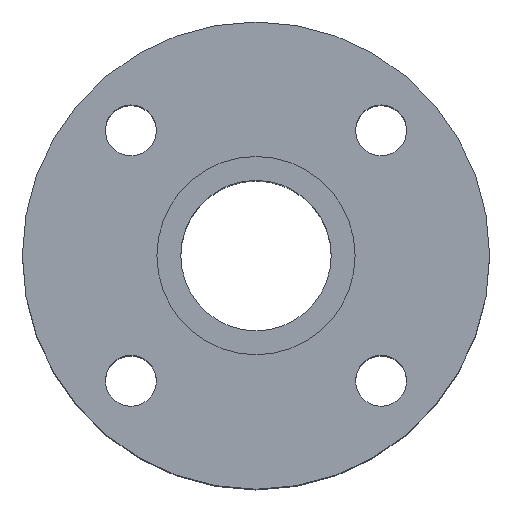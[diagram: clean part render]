
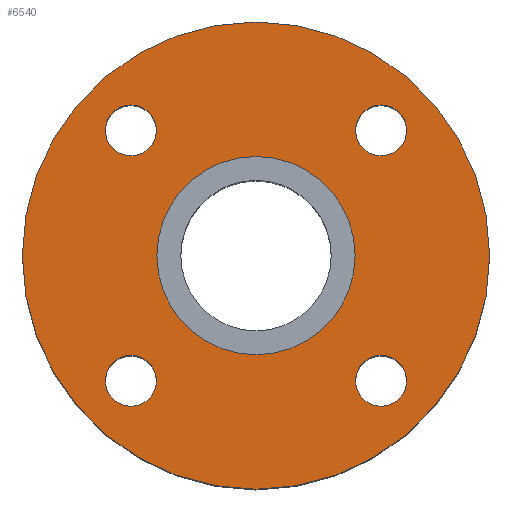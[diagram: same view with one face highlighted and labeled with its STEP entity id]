
A CAD part, top view. The second image highlights one B-rep face of the part: STEP entity #6540.
In plain terms, the highlighted planar face has unit normal (0, 0, 1).
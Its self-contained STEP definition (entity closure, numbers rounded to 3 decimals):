
#1009 = DIRECTION ( 'NONE',  ( 0., 1., 0. ) ) ;
#1029 = ORIENTED_EDGE ( 'NONE', *, *, #20124, .F. ) ;
#1189 = DIRECTION ( 'NONE',  ( 0., 0., 1. ) ) ;
#1267 = CARTESIAN_POINT ( 'NONE',  ( 82.5, 0., -0.8 ) ) ;
#1454 = DIRECTION ( 'NONE',  ( 1., 0., 0. ) ) ;
#2080 = AXIS2_PLACEMENT_3D ( 'NONE', #7579, #25856, #14461 ) ;
#2244 = CIRCLE ( 'NONE', #18961, 9. ) ;
#2318 = DIRECTION ( 'NONE',  ( -1., 0., 0. ) ) ;
#2329 = EDGE_LOOP ( 'NONE', ( #8634, #27779 ) ) ;
#2962 = FACE_BOUND ( 'NONE', #9412, .T. ) ;
#3217 = CARTESIAN_POINT ( 'NONE',  ( -35., 0., -0.8 ) ) ;
#3342 = DIRECTION ( 'NONE',  ( 1., 0., 0. ) ) ;
#3396 = FACE_OUTER_BOUND ( 'NONE', #16813, .T. ) ;
#3568 = DIRECTION ( 'NONE',  ( 1., 0., 0. ) ) ;
#3717 = CARTESIAN_POINT ( 'NONE',  ( 44.194, 44.194, -0.8 ) ) ;
#3731 = VERTEX_POINT ( 'NONE', #5782 ) ;
#3905 = AXIS2_PLACEMENT_3D ( 'NONE', #6319, #22332, #6620 ) ;
#4368 = EDGE_CURVE ( 'NONE', #29624, #5142, #13050, .T. ) ;
#5048 = FACE_BOUND ( 'NONE', #2329, .T. ) ;
#5090 = CIRCLE ( 'NONE', #8427, 35. ) ;
#5142 = VERTEX_POINT ( 'NONE', #17729 ) ;
#5198 = FACE_BOUND ( 'NONE', #22635, .T. ) ;
#5214 = EDGE_CURVE ( 'NONE', #5142, #29624, #9216, .T. ) ;
#5286 = DIRECTION ( 'NONE',  ( 1., 0., 0. ) ) ;
#5782 = CARTESIAN_POINT ( 'NONE',  ( 53.194, -44.194, -0.8 ) ) ;
#5820 = ORIENTED_EDGE ( 'NONE', *, *, #15954, .T. ) ;
#5913 = CARTESIAN_POINT ( 'NONE',  ( 35.194, 44.194, -0.8 ) ) ;
#6018 = ORIENTED_EDGE ( 'NONE', *, *, #25559, .F. ) ;
#6032 = DIRECTION ( 'NONE',  ( 0., 0., 1. ) ) ;
#6319 = CARTESIAN_POINT ( 'NONE',  ( 0., 0., -0.8 ) ) ;
#6540 = ADVANCED_FACE ( 'NONE', ( #2962, #5198, #12360, #5048, #28119, #3396 ), #16842, .F. ) ;
#6620 = DIRECTION ( 'NONE',  ( 1., 0., 0. ) ) ;
#6934 = EDGE_CURVE ( 'NONE', #10654, #14252, #18116, .T. ) ;
#7579 = CARTESIAN_POINT ( 'NONE',  ( 0., 35., -0.8 ) ) ;
#7731 = AXIS2_PLACEMENT_3D ( 'NONE', #28609, #1189, #5286 ) ;
#7949 = CARTESIAN_POINT ( 'NONE',  ( 44.194, 44.194, -0.8 ) ) ;
#8427 = AXIS2_PLACEMENT_3D ( 'NONE', #12161, #18897, #3342 ) ;
#8474 = DIRECTION ( 'NONE',  ( 0., 0., 1. ) ) ;
#8558 = DIRECTION ( 'NONE',  ( 0., -1., 0. ) ) ;
#8634 = ORIENTED_EDGE ( 'NONE', *, *, #19351, .F. ) ;
#8730 = CARTESIAN_POINT ( 'NONE',  ( -82.5, 0., -0.8 ) ) ;
#8990 = CARTESIAN_POINT ( 'NONE',  ( 44.194, -44.194, -0.8 ) ) ;
#9142 = ORIENTED_EDGE ( 'NONE', *, *, #6934, .F. ) ;
#9216 = CIRCLE ( 'NONE', #17811, 9. ) ;
#9412 = EDGE_LOOP ( 'NONE', ( #17828, #6018 ) ) ;
#9745 = VERTEX_POINT ( 'NONE', #28086 ) ;
#9858 = CIRCLE ( 'NONE', #25646, 9. ) ;
#9945 = CARTESIAN_POINT ( 'NONE',  ( -53.194, 44.194, -0.8 ) ) ;
#10129 = CARTESIAN_POINT ( 'NONE',  ( -35.194, 44.194, -0.8 ) ) ;
#10142 = DIRECTION ( 'NONE',  ( 0., 0., 1. ) ) ;
#10381 = CARTESIAN_POINT ( 'NONE',  ( -44.194, 44.194, -0.8 ) ) ;
#10654 = VERTEX_POINT ( 'NONE', #9945 ) ;
#10671 = VERTEX_POINT ( 'NONE', #8730 ) ;
#10673 = DIRECTION ( 'NONE',  ( 0., 0., 1. ) ) ;
#12031 = CIRCLE ( 'NONE', #23033, 9. ) ;
#12154 = DIRECTION ( 'NONE',  ( 0., 0., 1. ) ) ;
#12161 = CARTESIAN_POINT ( 'NONE',  ( 0., 0., -0.8 ) ) ;
#12360 = FACE_BOUND ( 'NONE', #22757, .T. ) ;
#12497 = CIRCLE ( 'NONE', #3905, 82.5 ) ;
#13050 = CIRCLE ( 'NONE', #15436, 9. ) ;
#13987 = EDGE_CURVE ( 'NONE', #24307, #10671, #16801, .T. ) ;
#14142 = AXIS2_PLACEMENT_3D ( 'NONE', #22042, #6032, #8558 ) ;
#14252 = VERTEX_POINT ( 'NONE', #10129 ) ;
#14461 = DIRECTION ( 'NONE',  ( -1., 0., 0. ) ) ;
#14533 = ORIENTED_EDGE ( 'NONE', *, *, #4368, .F. ) ;
#14908 = CARTESIAN_POINT ( 'NONE',  ( -44.194, 44.194, -0.8 ) ) ;
#15428 = VERTEX_POINT ( 'NONE', #3217 ) ;
#15436 = AXIS2_PLACEMENT_3D ( 'NONE', #17058, #23967, #26673 ) ;
#15621 = CARTESIAN_POINT ( 'NONE',  ( -44.194, -44.194, -0.8 ) ) ;
#15839 = VERTEX_POINT ( 'NONE', #28792 ) ;
#15954 = EDGE_CURVE ( 'NONE', #10671, #24307, #12497, .T. ) ;
#16142 = EDGE_LOOP ( 'NONE', ( #27287, #28597 ) ) ;
#16717 = EDGE_CURVE ( 'NONE', #3731, #15839, #12031, .T. ) ;
#16801 = CIRCLE ( 'NONE', #7731, 82.5 ) ;
#16813 = EDGE_LOOP ( 'NONE', ( #25406, #5820 ) ) ;
#16842 = PLANE ( 'NONE',  #2080 ) ;
#17058 = CARTESIAN_POINT ( 'NONE',  ( -44.194, -44.194, -0.8 ) ) ;
#17729 = CARTESIAN_POINT ( 'NONE',  ( -35.194, -44.194, -0.8 ) ) ;
#17811 = AXIS2_PLACEMENT_3D ( 'NONE', #15621, #29288, #2318 ) ;
#17828 = ORIENTED_EDGE ( 'NONE', *, *, #16717, .F. ) ;
#18116 = CIRCLE ( 'NONE', #23886, 9. ) ;
#18129 = ORIENTED_EDGE ( 'NONE', *, *, #5214, .F. ) ;
#18897 = DIRECTION ( 'NONE',  ( 0., 0., 1. ) ) ;
#18961 = AXIS2_PLACEMENT_3D ( 'NONE', #3717, #10142, #3568 ) ;
#19351 = EDGE_CURVE ( 'NONE', #27479, #20399, #9858, .T. ) ;
#20124 = EDGE_CURVE ( 'NONE', #14252, #10654, #23273, .T. ) ;
#20399 = VERTEX_POINT ( 'NONE', #5913 ) ;
#21412 = EDGE_CURVE ( 'NONE', #20399, #27479, #2244, .T. ) ;
#22042 = CARTESIAN_POINT ( 'NONE',  ( 44.194, -44.194, -0.8 ) ) ;
#22332 = DIRECTION ( 'NONE',  ( 0., 0., 1. ) ) ;
#22342 = DIRECTION ( 'NONE',  ( 0., 0., 1. ) ) ;
#22635 = EDGE_LOOP ( 'NONE', ( #18129, #14533 ) ) ;
#22757 = EDGE_LOOP ( 'NONE', ( #1029, #9142 ) ) ;
#23033 = AXIS2_PLACEMENT_3D ( 'NONE', #8990, #22342, #27290 ) ;
#23273 = CIRCLE ( 'NONE', #28546, 9. ) ;
#23886 = AXIS2_PLACEMENT_3D ( 'NONE', #10381, #10673, #24461 ) ;
#23967 = DIRECTION ( 'NONE',  ( 0., 0., 1. ) ) ;
#24026 = EDGE_CURVE ( 'NONE', #9745, #15428, #27524, .T. ) ;
#24063 = DIRECTION ( 'NONE',  ( 0., 0., 1. ) ) ;
#24307 = VERTEX_POINT ( 'NONE', #1267 ) ;
#24461 = DIRECTION ( 'NONE',  ( 0., 1., 0. ) ) ;
#25118 = AXIS2_PLACEMENT_3D ( 'NONE', #27060, #8474, #1454 ) ;
#25406 = ORIENTED_EDGE ( 'NONE', *, *, #13987, .T. ) ;
#25559 = EDGE_CURVE ( 'NONE', #15839, #3731, #27080, .T. ) ;
#25646 = AXIS2_PLACEMENT_3D ( 'NONE', #7949, #12154, #28206 ) ;
#25856 = DIRECTION ( 'NONE',  ( 0., 0., -1. ) ) ;
#26673 = DIRECTION ( 'NONE',  ( -1., 0., 0. ) ) ;
#27060 = CARTESIAN_POINT ( 'NONE',  ( 0., 0., -0.8 ) ) ;
#27080 = CIRCLE ( 'NONE', #14142, 9. ) ;
#27111 = EDGE_CURVE ( 'NONE', #15428, #9745, #5090, .T. ) ;
#27287 = ORIENTED_EDGE ( 'NONE', *, *, #24026, .F. ) ;
#27290 = DIRECTION ( 'NONE',  ( 0., -1., 0. ) ) ;
#27479 = VERTEX_POINT ( 'NONE', #28179 ) ;
#27524 = CIRCLE ( 'NONE', #25118, 35. ) ;
#27779 = ORIENTED_EDGE ( 'NONE', *, *, #21412, .F. ) ;
#28086 = CARTESIAN_POINT ( 'NONE',  ( 35., 0., -0.8 ) ) ;
#28119 = FACE_BOUND ( 'NONE', #16142, .T. ) ;
#28179 = CARTESIAN_POINT ( 'NONE',  ( 53.194, 44.194, -0.8 ) ) ;
#28206 = DIRECTION ( 'NONE',  ( 1., 0., 0. ) ) ;
#28546 = AXIS2_PLACEMENT_3D ( 'NONE', #14908, #24063, #1009 ) ;
#28597 = ORIENTED_EDGE ( 'NONE', *, *, #27111, .F. ) ;
#28609 = CARTESIAN_POINT ( 'NONE',  ( 0., 0., -0.8 ) ) ;
#28772 = CARTESIAN_POINT ( 'NONE',  ( -53.194, -44.194, -0.8 ) ) ;
#28792 = CARTESIAN_POINT ( 'NONE',  ( 35.194, -44.194, -0.8 ) ) ;
#29288 = DIRECTION ( 'NONE',  ( 0., 0., 1. ) ) ;
#29624 = VERTEX_POINT ( 'NONE', #28772 ) ;
